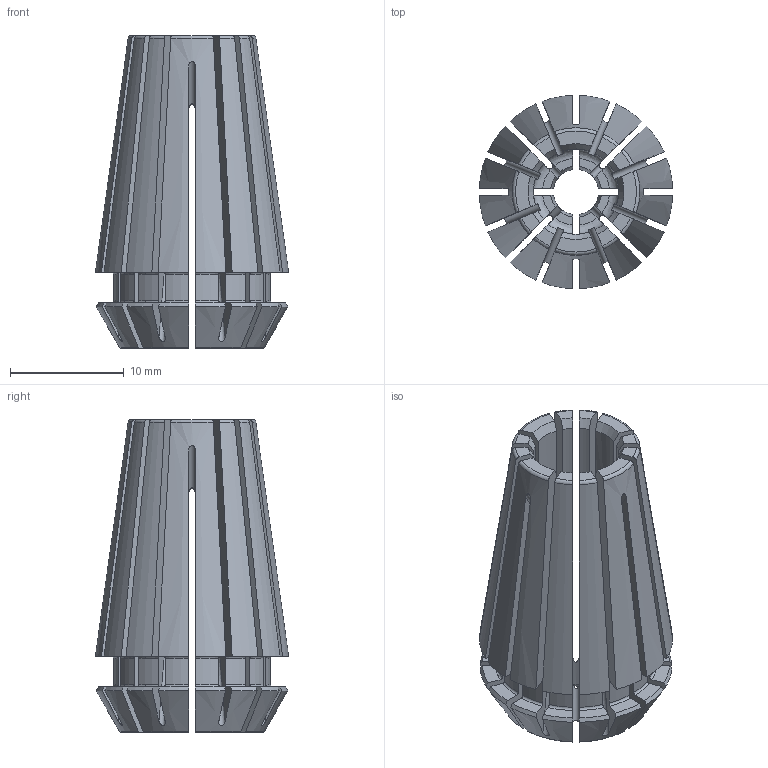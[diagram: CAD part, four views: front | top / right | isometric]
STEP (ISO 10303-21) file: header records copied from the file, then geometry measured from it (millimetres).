
FILE_DESCRIPTION(/* description */ (''),/* implementation_level */ '2;1');
FILE_NAME(/* name */ '111604006.stp',/* time_stamp */ '2021-06-01T15:45:07',/* author */ ('LRA'),/* organization */ ('REGO-FIX'),/* preprocessor_version */ ' Unknown',/* originating_system */ 'SIEMENS PLM Software Solid Edge ST10',/* authorization */ 'Unknown');
FILE_SCHEMA (('AUTOMOTIVE_DESIGN { 1 0 10303 214 2 1 1}'));
Length unit declared in the file: millimetre
Products named in the file (1): NOCUT
Bounding box: 16.99 x 16.99 x 27.5 mm (x, y, z)
Volume: 2828.9 mm3; surface area: 4616.4 mm2
Topology: 1 solids, 1 shells, 272 faces, 816 edges, 544 vertices
Faces by surface type: plane 96, torus 72, cone 56, cylinder 48
Entity records: 9712 total; most frequent: CARTESIAN_POINT 2724, ORIENTED_EDGE 1632, DIRECTION 1288, EDGE_CURVE 816, VERTEX_POINT 544, AXIS2_PLACEMENT_3D 520, B_SPLINE_CURVE_WITH_KNOTS 324, EDGE_LOOP 272
